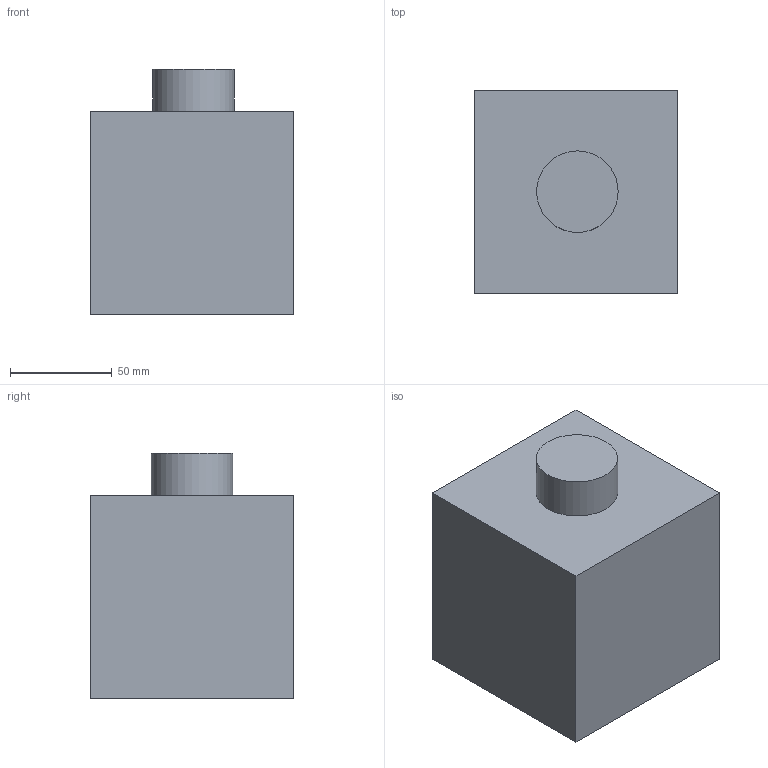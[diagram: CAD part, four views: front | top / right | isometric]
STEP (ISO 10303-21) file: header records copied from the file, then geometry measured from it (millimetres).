
FILE_DESCRIPTION(/* description */ ('Extracted from STEP assembly: model.stp'),/* implementation_level */ '2;1');
FILE_NAME(/* name */ 'part_original',/* time_stamp */ '2021-05-10T15:58:17+08:00',/* author */ (''),/* organization */ (''),/* preprocessor_version */ 'ST-DEVELOPER v15',/* originating_system */ $,/* authorisation */ $);
FILE_SCHEMA (('AP242_MANAGED_MODEL_BASED_3D_ENGINEERING_MIM_LF'));
Length unit declared in the file: millimetre
Products named in the file (1): original
Bounding box: 100 x 100 x 120.54 mm (x, y, z)
Volume: 1025972.3 mm3; surface area: 62589.4 mm2
Topology: 1 solids, 1 shells, 8 faces, 20 edges, 19 vertices
Faces by surface type: plane 7, cylinder 1
Full cylindrical faces by diameter (mm): 40.121 x1
Entity records: 274 total; most frequent: DIRECTION 40, CARTESIAN_POINT 38, ORIENTED_EDGE 28, LINE 16, VECTOR 16, EDGE_CURVE 14, AXIS2_PLACEMENT_3D 12, VERTEX_POINT 10
